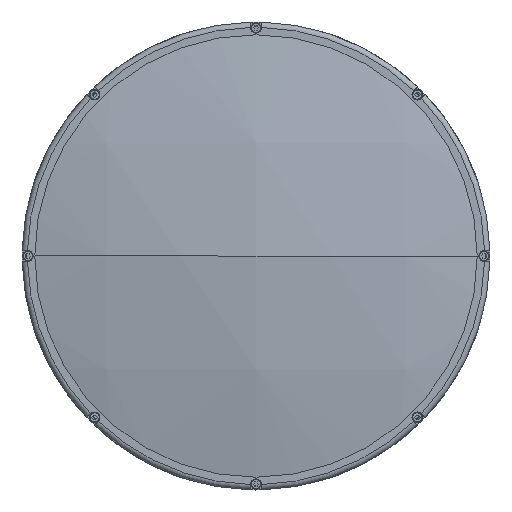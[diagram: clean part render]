
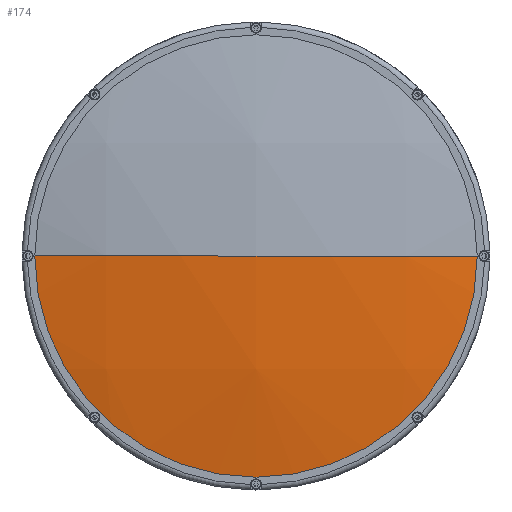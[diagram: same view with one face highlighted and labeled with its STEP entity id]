
A CAD part, left-side view. The second image highlights one B-rep face of the part: STEP entity #174.
In plain terms, the highlighted spherical face has radius 606 mm.
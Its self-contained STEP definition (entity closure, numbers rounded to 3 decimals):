
#174 = ADVANCED_FACE ( 'NONE', ( #1413 ), #7761, .T. ) ;
#265 = DIRECTION ( 'NONE',  ( 0., 0., 1. ) ) ;
#564 = AXIS2_PLACEMENT_3D ( 'NONE', #2059, #4588, #3969 ) ;
#752 = ORIENTED_EDGE ( 'NONE', *, *, #1018, .F. ) ;
#893 = CARTESIAN_POINT ( 'NONE',  ( -547.362, 124.9, 0. ) ) ;
#1018 = EDGE_CURVE ( 'NONE', #3482, #4034, #6524, .T. ) ;
#1413 = FACE_OUTER_BOUND ( 'NONE', #4188, .T. ) ;
#2059 = CARTESIAN_POINT ( 'NONE',  ( 45.627, 0., 0. ) ) ;
#2122 = DIRECTION ( 'NONE',  ( 0., 1., 0. ) ) ;
#2943 = AXIS2_PLACEMENT_3D ( 'NONE', #6026, #3978, #7316 ) ;
#3445 = CARTESIAN_POINT ( 'NONE',  ( -547.362, -124.9, 0. ) ) ;
#3482 = VERTEX_POINT ( 'NONE', #893 ) ;
#3506 = EDGE_CURVE ( 'NONE', #6031, #4034, #7105, .T. ) ;
#3969 = DIRECTION ( 'NONE',  ( 0., 1., 0. ) ) ;
#3978 = DIRECTION ( 'NONE',  ( 0., 0., 1. ) ) ;
#4034 = VERTEX_POINT ( 'NONE', #7850 ) ;
#4049 = CIRCLE ( 'NONE', #5118, 124.9 ) ;
#4065 = EDGE_CURVE ( 'NONE', #3482, #6031, #4049, .T. ) ;
#4188 = EDGE_LOOP ( 'NONE', ( #6223, #6948, #752 ) ) ;
#4292 = DIRECTION ( 'NONE',  ( 0., 0., -1. ) ) ;
#4588 = DIRECTION ( 'NONE',  ( 0., 0., -1. ) ) ;
#5118 = AXIS2_PLACEMENT_3D ( 'NONE', #7769, #7899, #265 ) ;
#6026 = CARTESIAN_POINT ( 'NONE',  ( 45.627, 0., 0. ) ) ;
#6031 = VERTEX_POINT ( 'NONE', #3445 ) ;
#6223 = ORIENTED_EDGE ( 'NONE', *, *, #4065, .T. ) ;
#6524 = CIRCLE ( 'NONE', #2943, 606. ) ;
#6704 = AXIS2_PLACEMENT_3D ( 'NONE', #7376, #4292, #2122 ) ;
#6948 = ORIENTED_EDGE ( 'NONE', *, *, #3506, .T. ) ;
#7105 = CIRCLE ( 'NONE', #6704, 606. ) ;
#7316 = DIRECTION ( 'NONE',  ( 0., -1., 0. ) ) ;
#7376 = CARTESIAN_POINT ( 'NONE',  ( 45.627, 0., 0. ) ) ;
#7761 = SPHERICAL_SURFACE ( 'NONE', #564, 606. ) ;
#7769 = CARTESIAN_POINT ( 'NONE',  ( -547.362, 0., 0. ) ) ;
#7850 = CARTESIAN_POINT ( 'NONE',  ( -560.373, 0., 0. ) ) ;
#7899 = DIRECTION ( 'NONE',  ( -1., 0., 0. ) ) ;
